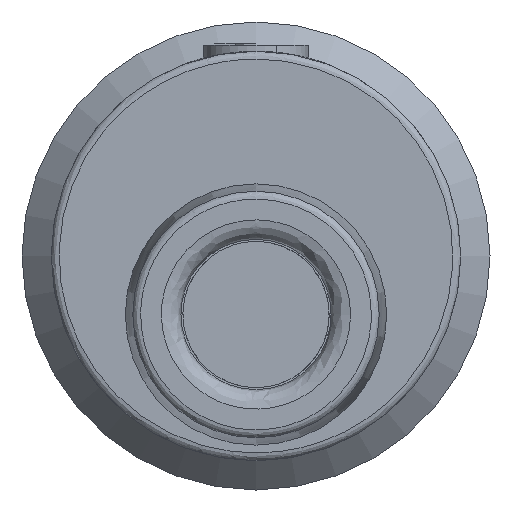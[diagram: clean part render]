
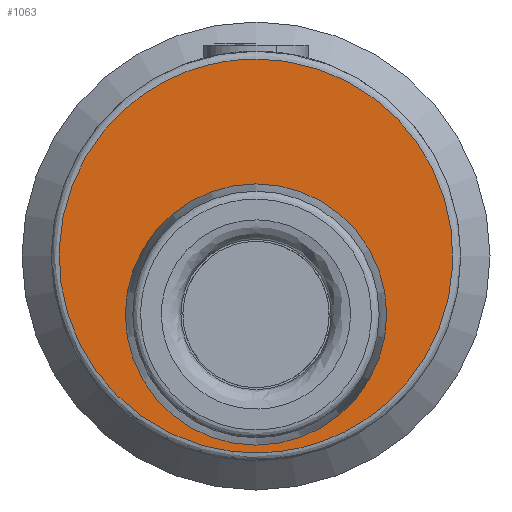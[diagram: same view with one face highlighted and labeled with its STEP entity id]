
A CAD part, left-side view. The second image highlights one B-rep face of the part: STEP entity #1063.
In plain terms, the highlighted face is planar.
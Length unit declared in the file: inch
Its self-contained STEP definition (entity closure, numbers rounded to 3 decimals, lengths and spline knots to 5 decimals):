
#37 = FACE_OUTER_BOUND ( 'NONE', #1305, .T. ) ;
#145 = DIRECTION ( 'NONE',  ( 0., 1., 0. ) ) ;
#184 = CARTESIAN_POINT ( 'NONE',  ( -0.39764, 0., 0.19882 ) ) ;
#192 = CARTESIAN_POINT ( 'NONE',  ( 0., 0., -0.05906 ) ) ;
#326 = EDGE_CURVE ( 'NONE', #668, #668, #412, .T. ) ;
#372 = EDGE_CURVE ( 'NONE', #774, #774, #1304, .T. ) ;
#398 = CARTESIAN_POINT ( 'NONE',  ( 0., 0., 0.19882 ) ) ;
#412 =( BOUNDED_CURVE ( )  B_SPLINE_CURVE ( 3, ( #398, #675, #788, #499, #1092, #184, #1196 ),
 .UNSPECIFIED., .T., .T. ) 
 B_SPLINE_CURVE_WITH_KNOTS ( ( 4, 3, 4 ),
 ( 0., 0.5, 1. ),
 .UNSPECIFIED. ) 
 CURVE ( )  GEOMETRIC_REPRESENTATION_ITEM ( )  RATIONAL_B_SPLINE_CURVE ( ( 1., 0.333, 0.333, 1., 0.333, 0.333, 1. ) ) 
 REPRESENTATION_ITEM ( '' )  );
#478 = CARTESIAN_POINT ( 'NONE',  ( 0., 0., 0.19882 ) ) ;
#499 = CARTESIAN_POINT ( 'NONE',  ( 0., 0., -0.19882 ) ) ;
#628 = AXIS2_PLACEMENT_3D ( 'NONE', #192, #793, #1203 ) ;
#668 = VERTEX_POINT ( 'NONE', #478 ) ;
#675 = CARTESIAN_POINT ( 'NONE',  ( 0.39764, 0., 0.19882 ) ) ;
#763 = AXIS2_PLACEMENT_3D ( 'NONE', #1146, #145, #1244 ) ;
#774 = VERTEX_POINT ( 'NONE', #1180 ) ;
#788 = CARTESIAN_POINT ( 'NONE',  ( 0.39764, 0., -0.19882 ) ) ;
#793 = DIRECTION ( 'NONE',  ( 0., -1., 0. ) ) ;
#837 = PLANE ( 'NONE',  #763 ) ;
#904 = ORIENTED_EDGE ( 'NONE', *, *, #372, .F. ) ;
#929 = FACE_BOUND ( 'NONE', #1064, .T. ) ;
#1063 = ADVANCED_FACE ( 'NONE', ( #929, #37 ), #837, .F. ) ;
#1064 = EDGE_LOOP ( 'NONE', ( #904 ) ) ;
#1092 = CARTESIAN_POINT ( 'NONE',  ( -0.39764, 0., -0.19882 ) ) ;
#1146 = CARTESIAN_POINT ( 'NONE',  ( 0., 0., 0. ) ) ;
#1180 = CARTESIAN_POINT ( 'NONE',  ( 0., 0., 0.07283 ) ) ;
#1196 = CARTESIAN_POINT ( 'NONE',  ( 0., 0., 0.19882 ) ) ;
#1203 = DIRECTION ( 'NONE',  ( 0., 0., 1. ) ) ;
#1244 = DIRECTION ( 'NONE',  ( 0., 0., 1. ) ) ;
#1301 = ORIENTED_EDGE ( 'NONE', *, *, #326, .F. ) ;
#1304 = CIRCLE ( 'NONE', #628, 0.13189 ) ;
#1305 = EDGE_LOOP ( 'NONE', ( #1301 ) ) ;
